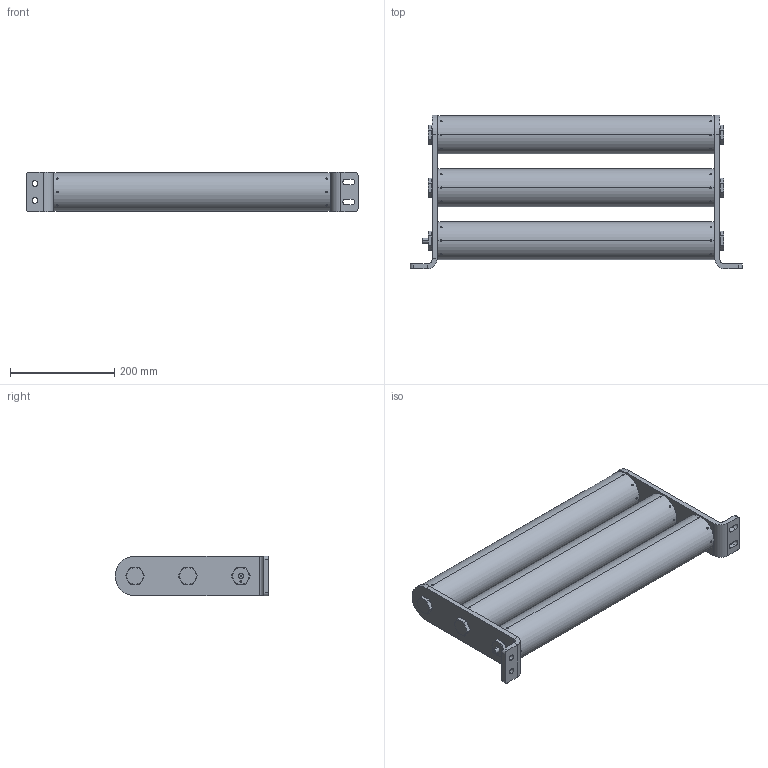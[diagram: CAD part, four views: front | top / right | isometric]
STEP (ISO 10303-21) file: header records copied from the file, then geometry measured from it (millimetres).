
FILE_DESCRIPTION (( 'STEP AP214' ), '1' );
FILE_NAME ('24409.STEP', '2023-11-14T13:29:50', ( '' ), ( '' ), 'SwSTEP 2.0', 'SolidWorks 2021', '' );
FILE_SCHEMA (( 'AUTOMOTIVE_DESIGN' ));
Length unit declared in the file: inch
Products named in the file (1): 24409
Bounding box: 637.49 x 295.27 x 76.2 mm (x, y, z)
Volume: 2359593.9 mm3; surface area: 1041759.1 mm2
Topology: 23 solids, 23 shells, 896 faces, 2267 edges, 1350 vertices
Faces by surface type: cylinder 480, cone 207, plane 201, sphere 6, torus 2
Entity records: 45436 total; most frequent: CARTESIAN_POINT 12556, DIRECTION 4288, ORIENTED_EDGE 4278, EDGE_CURVE 2139, AXIS2_PLACEMENT_3D 1690, VERTEX_POINT 1346, EDGE_LOOP 1139, UNCERTAINTY_MEASURE_WITH_UNIT 921
